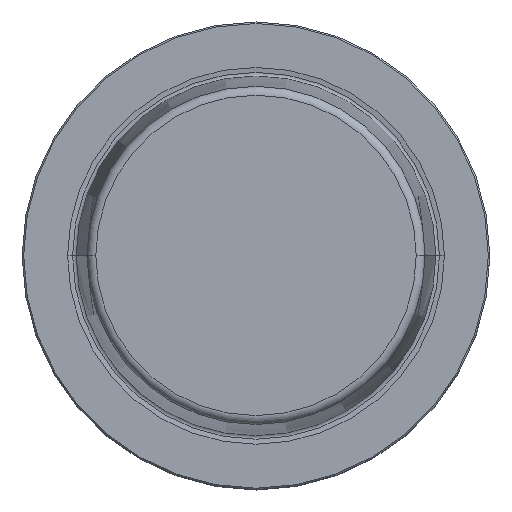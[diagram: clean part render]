
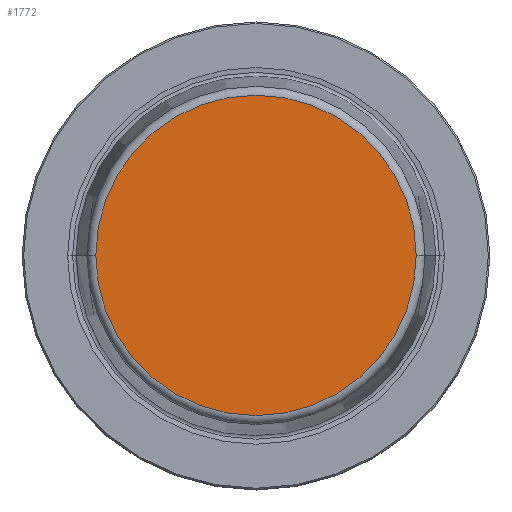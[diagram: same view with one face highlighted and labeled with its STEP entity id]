
A CAD part, top view. The second image highlights one B-rep face of the part: STEP entity #1772.
In plain terms, the highlighted planar face has unit normal (0, 0, 1).
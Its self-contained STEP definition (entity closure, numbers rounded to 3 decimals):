
#331=CARTESIAN_POINT('',(0.,0.,31.9));
#332=DIRECTION('',(0.,0.,1.));
#333=DIRECTION('',(1.,0.,0.));
#334=AXIS2_PLACEMENT_3D('',#331,#332,#333);
#339=CARTESIAN_POINT('',(0.,0.,31.9));
#340=DIRECTION('',(0.,0.,-1.));
#341=DIRECTION('',(1.,0.,0.));
#342=AXIS2_PLACEMENT_3D('',#339,#340,#341);
#1373=CARTESIAN_POINT('',(21.581,0.,31.9));
#1374=VERTEX_POINT('',#1373);
#1389=CARTESIAN_POINT('',(-21.581,0.,31.9));
#1390=VERTEX_POINT('',#1389);
#1763=CARTESIAN_POINT('',(0.,0.,31.9));
#1764=DIRECTION('',(0.,0.,-1.));
#1765=DIRECTION('',(-1.,0.,0.));
#1766=AXIS2_PLACEMENT_3D('',#1763,#1764,#1765);
#1767=PLANE('',#1766);
#1768=ORIENTED_EDGE('',*,*,#1756,.F.);
#1769=ORIENTED_EDGE('',*,*,#1745,.T.);
#1770=EDGE_LOOP('',(#1768,#1769));
#1771=FACE_OUTER_BOUND('',#1770,.F.);
#335=CIRCLE('',#334,21.581);
#343=CIRCLE('',#342,21.581);
#1745=EDGE_CURVE('',#1374,#1390,#343,.T.);
#1756=EDGE_CURVE('',#1374,#1390,#335,.T.);
#1772=ADVANCED_FACE('',(#1771),#1767,.F.);
